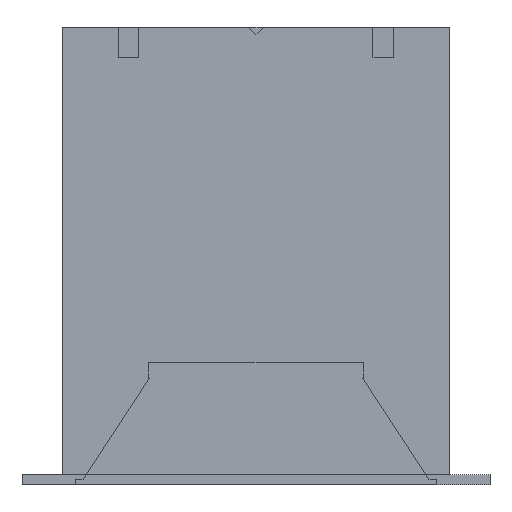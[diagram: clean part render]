
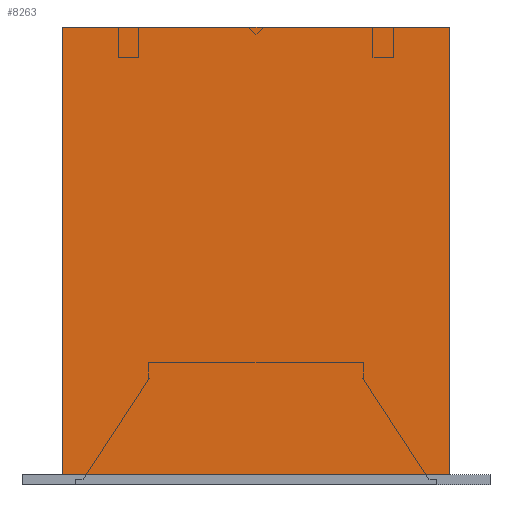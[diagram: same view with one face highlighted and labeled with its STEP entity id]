
A CAD part, front view. The second image highlights one B-rep face of the part: STEP entity #8263.
In plain terms, the highlighted planar face has unit normal (0, -1, 0).
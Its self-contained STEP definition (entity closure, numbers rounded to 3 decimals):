
#561=FACE_OUTER_BOUND('',#1108,.T.);
#1108=EDGE_LOOP('',(#7344,#7345,#7346,#7347));
#2185=LINE('',#13007,#3286);
#2202=LINE('',#13044,#3303);
#2206=LINE('',#13051,#3307);
#2209=LINE('',#13056,#3310);
#3286=VECTOR('',#10711,76.);
#3303=VECTOR('',#10748,76.);
#3307=VECTOR('',#10754,88.);
#3310=VECTOR('',#10761,88.);
#4029=VERTEX_POINT('',#13000);
#4032=VERTEX_POINT('',#13005);
#4041=VERTEX_POINT('',#13042);
#4042=VERTEX_POINT('',#13043);
#5121=EDGE_CURVE('',#4032,#4029,#2185,.T.);
#5138=EDGE_CURVE('',#4041,#4042,#2202,.T.);
#5142=EDGE_CURVE('',#4042,#4029,#2206,.T.);
#5145=EDGE_CURVE('',#4032,#4041,#2209,.T.);
#7344=ORIENTED_EDGE('',*,*,#5121,.F.);
#7345=ORIENTED_EDGE('',*,*,#5145,.T.);
#7346=ORIENTED_EDGE('',*,*,#5138,.T.);
#7347=ORIENTED_EDGE('',*,*,#5142,.T.);
#7805=PLANE('',#8744);
#8263=ADVANCED_FACE('',(#561),#7805,.F.);
#8744=AXIS2_PLACEMENT_3D('',#13057,#10762,#10763);
#10711=DIRECTION('',(-1.,0.,0.));
#10748=DIRECTION('',(-1.,0.,0.));
#10754=DIRECTION('',(0.,0.,-1.));
#10761=DIRECTION('',(0.,0.,1.));
#10762=DIRECTION('center_axis',(0.,1.,0.));
#10763=DIRECTION('ref_axis',(0.,0.,1.));
#13000=CARTESIAN_POINT('',(-38.,-1689.25,0.));
#13005=CARTESIAN_POINT('',(38.,-1689.25,0.));
#13007=CARTESIAN_POINT('',(38.,-1689.25,0.));
#13042=CARTESIAN_POINT('',(38.,-1689.25,88.));
#13043=CARTESIAN_POINT('',(-38.,-1689.25,88.));
#13044=CARTESIAN_POINT('',(38.,-1689.25,88.));
#13051=CARTESIAN_POINT('',(-38.,-1689.25,88.));
#13056=CARTESIAN_POINT('',(38.,-1689.25,0.));
#13057=CARTESIAN_POINT('Origin',(0.,-1689.25,44.));
